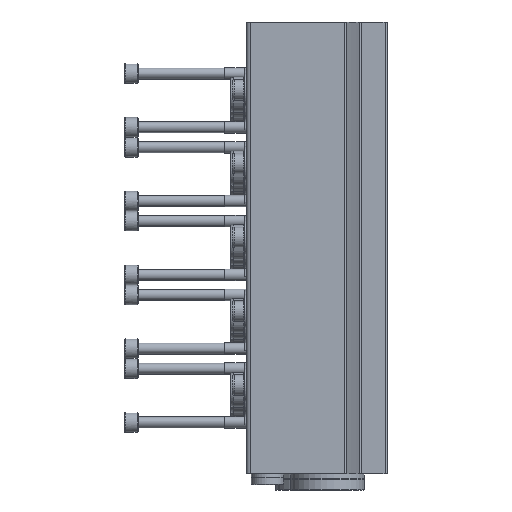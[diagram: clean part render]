
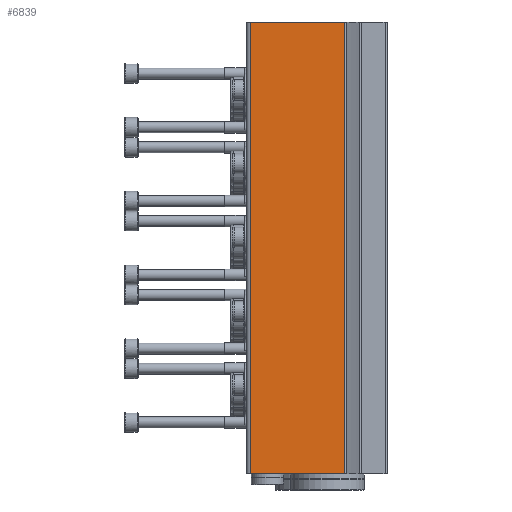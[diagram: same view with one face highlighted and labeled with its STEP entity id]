
A CAD part, left-side view. The second image highlights one B-rep face of the part: STEP entity #6839.
In plain terms, the highlighted planar face has unit normal (-1, 0, 0).
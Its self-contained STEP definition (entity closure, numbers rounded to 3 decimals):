
#247=PLANE('',#7369);
#945=ORIENTED_EDGE('',*,*,#2743,.F.);
#946=ORIENTED_EDGE('',*,*,#2742,.F.);
#947=ORIENTED_EDGE('',*,*,#2744,.T.);
#948=ORIENTED_EDGE('',*,*,#2745,.T.);
#2742=EDGE_CURVE('',#3641,#3639,#4285,.T.);
#2743=EDGE_CURVE('',#3639,#3642,#4286,.T.);
#2744=EDGE_CURVE('',#3641,#3643,#4287,.T.);
#2745=EDGE_CURVE('',#3643,#3642,#4288,.T.);
#3639=VERTEX_POINT('',#10839);
#3641=VERTEX_POINT('',#10843);
#3642=VERTEX_POINT('',#10847);
#3643=VERTEX_POINT('',#10849);
#4285=LINE('',#10844,#4765);
#4286=LINE('',#10846,#4766);
#4287=LINE('',#10848,#4767);
#4288=LINE('',#10850,#4768);
#4765=VECTOR('',#8259,1000.);
#4766=VECTOR('',#8262,1000.);
#4767=VECTOR('',#8263,1000.);
#4768=VECTOR('',#8264,1000.);
#5260=EDGE_LOOP('',(#945,#946,#947,#948));
#5984=FACE_BOUND('',#5260,.T.);
#6839=ADVANCED_FACE('',(#5984),#247,.T.);
#7369=AXIS2_PLACEMENT_3D('',#10845,#8260,#8261);
#8259=DIRECTION('',(0.,0.,1.));
#8260=DIRECTION('',(-1.,0.,0.));
#8261=DIRECTION('',(0.,0.,1.));
#8262=DIRECTION('',(0.,-1.,0.));
#8263=DIRECTION('',(0.,-1.,0.));
#8264=DIRECTION('',(0.,0.,1.));
#10839=CARTESIAN_POINT('',(-72.,59.5,0.));
#10843=CARTESIAN_POINT('',(-72.,59.5,-196.));
#10844=CARTESIAN_POINT('',(-72.,59.5,-196.));
#10845=CARTESIAN_POINT('',(-72.,59.5,-196.));
#10846=CARTESIAN_POINT('',(-72.,59.5,0.));
#10847=CARTESIAN_POINT('',(-72.,18.514,0.));
#10848=CARTESIAN_POINT('',(-72.,59.5,-196.));
#10849=CARTESIAN_POINT('',(-72.,18.514,-196.));
#10850=CARTESIAN_POINT('',(-72.,18.514,-196.));
